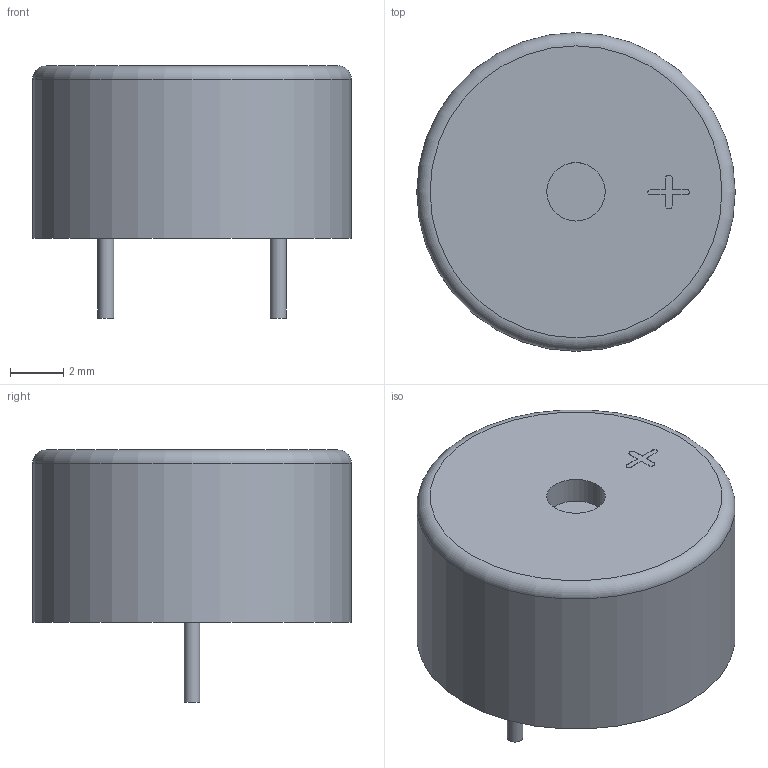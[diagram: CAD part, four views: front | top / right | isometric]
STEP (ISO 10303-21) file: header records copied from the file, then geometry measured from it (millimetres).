
FILE_DESCRIPTION(('STEP AP203'), '1');
FILE_NAME('Çâóêîèçëó÷àòåëü KPM-G1203C5', '2023-01-26T13:10:09', ('ava'), (''), 'ASCON STEP Converter 1.3', 'ASCON Math Kernel', '');
FILE_SCHEMA(('CONFIG_CONTROL_DESIGN'));
Length unit declared in the file: millimetre
Products named in the file (1): 2
Bounding box: 12 x 12 x 9.5 mm (x, y, z)
Volume: 731 mm3; surface area: 481.3 mm2
Topology: 1 solids, 1 shells, 42 faces, 107 edges, 71 vertices
Faces by surface type: plane 28, cylinder 13, torus 1
Full cylindrical faces by diameter (mm): 0.6 x2, 2.2 x1, 12 x1
Entity records: 1573 total; most frequent: CARTESIAN_POINT 216, DIRECTION 215, ORIENTED_EDGE 204, EDGE_CURVE 102, LINE 75, VECTOR 75, VERTEX_POINT 71, AXIS2_PLACEMENT_3D 70
